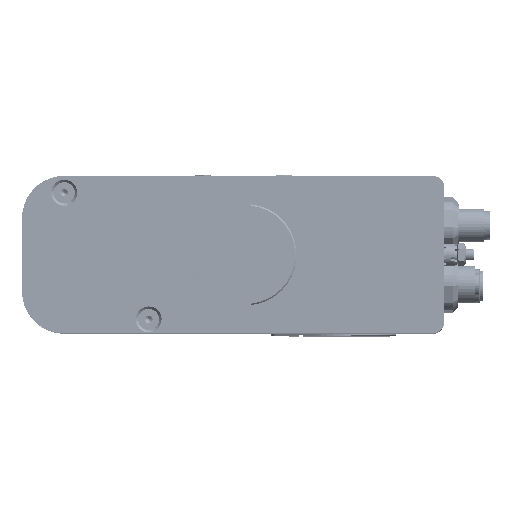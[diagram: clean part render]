
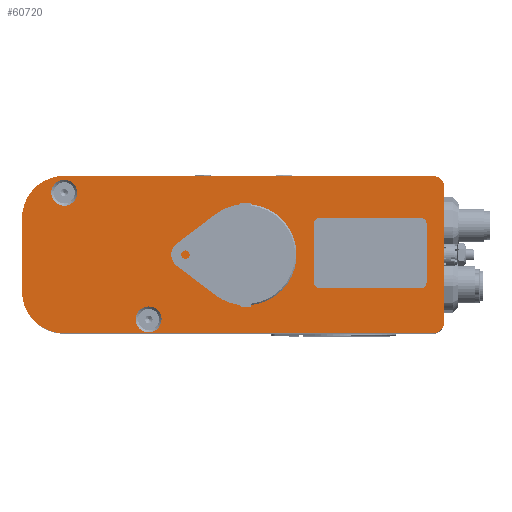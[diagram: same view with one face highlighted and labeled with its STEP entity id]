
A CAD part, top view. The second image highlights one B-rep face of the part: STEP entity #60720.
In plain terms, the highlighted face is planar.
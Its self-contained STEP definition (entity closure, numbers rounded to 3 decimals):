
#3141=LINE('',#93798,#8423);
#3142=LINE('',#93802,#8424);
#3143=LINE('',#93806,#8425);
#3144=LINE('',#93810,#8426);
#8423=VECTOR('',#73286,26.);
#8424=VECTOR('',#73289,131.);
#8425=VECTOR('',#73292,48.);
#8426=VECTOR('',#73295,131.);
#13417=PLANE('',#65226);
#15860=FACE_BOUND('',#21376,.T.);
#15861=FACE_BOUND('',#21377,.T.);
#15862=FACE_BOUND('',#21378,.T.);
#15863=FACE_BOUND('',#21379,.T.);
#17361=FACE_OUTER_BOUND('',#21375,.T.);
#21375=EDGE_LOOP('',(#45045,#45046,#45047,#45048,#45049,#45050,#45051,#45052));
#21376=EDGE_LOOP('',(#45053));
#21377=EDGE_LOOP('',(#45054));
#21378=EDGE_LOOP('',(#45055));
#21379=EDGE_LOOP('',(#45056));
#25951=CIRCLE('',#65223,16.75);
#25953=CIRCLE('',#65227,15.);
#25954=CIRCLE('',#65228,4.);
#25955=CIRCLE('',#65229,4.);
#25956=CIRCLE('',#65230,15.);
#25957=CIRCLE('',#65231,4.6);
#25958=CIRCLE('',#65232,4.6);
#25959=CIRCLE('',#65233,4.6);
#28757=VERTEX_POINT('',#93790);
#28759=VERTEX_POINT('',#93796);
#28760=VERTEX_POINT('',#93797);
#28761=VERTEX_POINT('',#93799);
#28762=VERTEX_POINT('',#93801);
#28763=VERTEX_POINT('',#93803);
#28764=VERTEX_POINT('',#93805);
#28765=VERTEX_POINT('',#93807);
#28766=VERTEX_POINT('',#93809);
#28767=VERTEX_POINT('',#93812);
#28768=VERTEX_POINT('',#93814);
#28769=VERTEX_POINT('',#93816);
#35092=EDGE_CURVE('',#28757,#28757,#25951,.T.);
#35094=EDGE_CURVE('',#28759,#28760,#3141,.T.);
#35095=EDGE_CURVE('',#28760,#28761,#25953,.T.);
#35096=EDGE_CURVE('',#28761,#28762,#3142,.T.);
#35097=EDGE_CURVE('',#28762,#28763,#25954,.T.);
#35098=EDGE_CURVE('',#28763,#28764,#3143,.T.);
#35099=EDGE_CURVE('',#28764,#28765,#25955,.T.);
#35100=EDGE_CURVE('',#28765,#28766,#3144,.T.);
#35101=EDGE_CURVE('',#28766,#28759,#25956,.T.);
#35102=EDGE_CURVE('',#28767,#28767,#25957,.T.);
#35103=EDGE_CURVE('',#28768,#28768,#25958,.T.);
#35104=EDGE_CURVE('',#28769,#28769,#25959,.T.);
#45045=ORIENTED_EDGE('',*,*,#35094,.T.);
#45046=ORIENTED_EDGE('',*,*,#35095,.T.);
#45047=ORIENTED_EDGE('',*,*,#35096,.T.);
#45048=ORIENTED_EDGE('',*,*,#35097,.T.);
#45049=ORIENTED_EDGE('',*,*,#35098,.T.);
#45050=ORIENTED_EDGE('',*,*,#35099,.T.);
#45051=ORIENTED_EDGE('',*,*,#35100,.T.);
#45052=ORIENTED_EDGE('',*,*,#35101,.T.);
#45053=ORIENTED_EDGE('',*,*,#35102,.T.);
#45054=ORIENTED_EDGE('',*,*,#35103,.T.);
#45055=ORIENTED_EDGE('',*,*,#35104,.T.);
#45056=ORIENTED_EDGE('',*,*,#35092,.F.);
#60720=ADVANCED_FACE('',(#17361,#15860,#15861,#15862,#15863),#13417,.F.);
#65223=AXIS2_PLACEMENT_3D('',#93791,#73278,#73279);
#65226=AXIS2_PLACEMENT_3D('',#93795,#73284,#73285);
#65227=AXIS2_PLACEMENT_3D('',#93800,#73287,#73288);
#65228=AXIS2_PLACEMENT_3D('',#93804,#73290,#73291);
#65229=AXIS2_PLACEMENT_3D('',#93808,#73293,#73294);
#65230=AXIS2_PLACEMENT_3D('',#93811,#73296,#73297);
#65231=AXIS2_PLACEMENT_3D('',#93813,#73298,#73299);
#65232=AXIS2_PLACEMENT_3D('',#93815,#73300,#73301);
#65233=AXIS2_PLACEMENT_3D('',#93817,#73302,#73303);
#73278=DIRECTION('center_axis',(0.,0.,-1.));
#73279=DIRECTION('ref_axis',(1.,0.,0.));
#73284=DIRECTION('center_axis',(0.,0.,1.));
#73285=DIRECTION('ref_axis',(1.,0.,0.));
#73286=DIRECTION('',(1.,0.,0.));
#73287=DIRECTION('center_axis',(0.,0.,-1.));
#73288=DIRECTION('ref_axis',(-1.,0.,0.));
#73289=DIRECTION('',(0.,-1.,0.));
#73290=DIRECTION('center_axis',(0.,0.,-1.));
#73291=DIRECTION('ref_axis',(0.,1.,0.));
#73292=DIRECTION('',(-1.,0.,0.));
#73293=DIRECTION('center_axis',(0.,0.,-1.));
#73294=DIRECTION('ref_axis',(1.,0.,0.));
#73295=DIRECTION('',(0.,1.,0.));
#73296=DIRECTION('center_axis',(0.,0.,-1.));
#73297=DIRECTION('ref_axis',(0.,-1.,0.));
#73298=DIRECTION('center_axis',(0.,0.,1.));
#73299=DIRECTION('ref_axis',(-1.,0.,0.));
#73300=DIRECTION('center_axis',(0.,0.,1.));
#73301=DIRECTION('ref_axis',(-1.,0.,0.));
#73302=DIRECTION('center_axis',(0.,0.,1.));
#73303=DIRECTION('ref_axis',(-1.,0.,0.));
#93790=CARTESIAN_POINT('',(11.25,70.44,0.));
#93791=CARTESIAN_POINT('Origin',(28.,70.44,0.));
#93795=CARTESIAN_POINT('Origin',(28.,73.113,0.));
#93796=CARTESIAN_POINT('',(15.,150.,0.));
#93797=CARTESIAN_POINT('',(41.,150.,0.));
#93798=CARTESIAN_POINT('',(15.,150.,0.));
#93799=CARTESIAN_POINT('',(56.,135.,0.));
#93800=CARTESIAN_POINT('Origin',(41.,135.,0.));
#93801=CARTESIAN_POINT('',(56.,4.,0.));
#93802=CARTESIAN_POINT('',(56.,135.,0.));
#93803=CARTESIAN_POINT('',(52.,0.,0.));
#93804=CARTESIAN_POINT('Origin',(52.,4.,0.));
#93805=CARTESIAN_POINT('',(4.,0.,0.));
#93806=CARTESIAN_POINT('',(52.,0.,0.));
#93807=CARTESIAN_POINT('',(0.,4.,0.));
#93808=CARTESIAN_POINT('Origin',(4.,4.,0.));
#93809=CARTESIAN_POINT('',(0.,135.,0.));
#93810=CARTESIAN_POINT('',(0.,4.,0.));
#93811=CARTESIAN_POINT('Origin',(15.,135.,0.));
#93812=CARTESIAN_POINT('',(25.4,21.,0.));
#93813=CARTESIAN_POINT('Origin',(30.,21.,0.));
#93814=CARTESIAN_POINT('',(1.4,135.,0.));
#93815=CARTESIAN_POINT('Origin',(6.,135.,0.));
#93816=CARTESIAN_POINT('',(46.4,105.,0.));
#93817=CARTESIAN_POINT('Origin',(51.,105.,0.));
